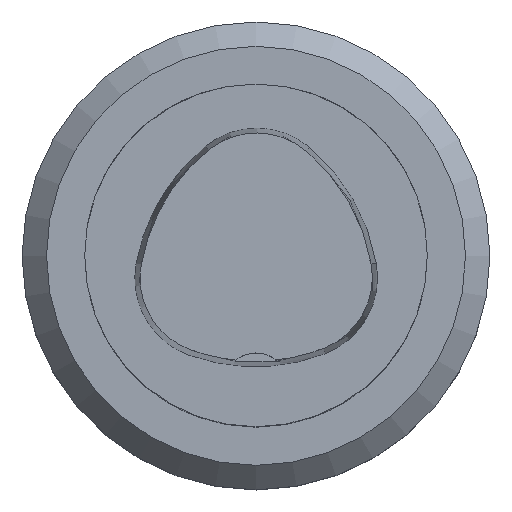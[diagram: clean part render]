
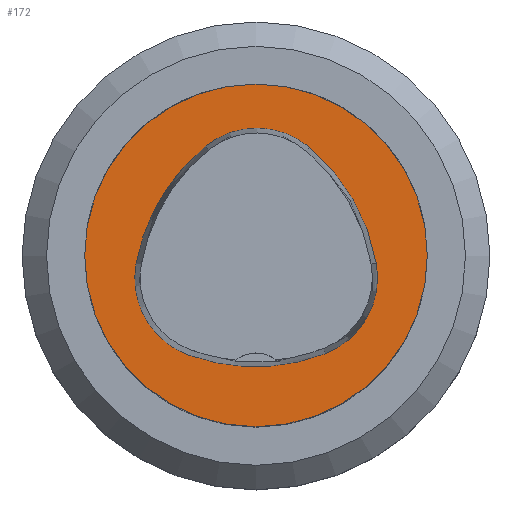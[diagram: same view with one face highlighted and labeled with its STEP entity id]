
A CAD part, top view. The second image highlights one B-rep face of the part: STEP entity #172.
In plain terms, the highlighted planar face has unit normal (0, 0, 1).
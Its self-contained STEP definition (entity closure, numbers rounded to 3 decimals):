
#65=PLANE('',#717);
#172=ADVANCED_FACE('',(#237,#238),#65,.T.);
#237=FACE_BOUND('',#292,.T.);
#238=FACE_BOUND('',#293,.T.);
#292=EDGE_LOOP('',(#403,#404,#405,#406,#407,#408));
#293=EDGE_LOOP('',(#409));
#403=ORIENTED_EDGE('',*,*,#565,.T.);
#404=ORIENTED_EDGE('',*,*,#545,.T.);
#405=ORIENTED_EDGE('',*,*,#549,.T.);
#406=ORIENTED_EDGE('',*,*,#552,.T.);
#407=ORIENTED_EDGE('',*,*,#555,.T.);
#408=ORIENTED_EDGE('',*,*,#563,.T.);
#409=ORIENTED_EDGE('',*,*,#522,.F.);
#468=VERTEX_POINT('',#983);
#491=VERTEX_POINT('',#1045);
#492=VERTEX_POINT('',#1046);
#495=VERTEX_POINT('',#1054);
#497=VERTEX_POINT('',#1060);
#499=VERTEX_POINT('',#1066);
#506=VERTEX_POINT('',#1087);
#522=EDGE_CURVE('',#468,#468,#584,.T.);
#545=EDGE_CURVE('',#491,#492,#599,.T.);
#549=EDGE_CURVE('',#492,#495,#601,.T.);
#552=EDGE_CURVE('',#495,#497,#603,.T.);
#555=EDGE_CURVE('',#497,#499,#605,.T.);
#563=EDGE_CURVE('',#499,#506,#609,.T.);
#565=EDGE_CURVE('',#506,#491,#611,.T.);
#584=CIRCLE('',#660,31.5);
#599=CIRCLE('',#695,36.);
#601=CIRCLE('',#698,15.);
#603=CIRCLE('',#701,36.);
#605=CIRCLE('',#704,15.);
#609=CIRCLE('',#709,36.);
#611=CIRCLE('',#712,15.);
#660=AXIS2_PLACEMENT_3D('',#982,#770,#771);
#695=AXIS2_PLACEMENT_3D('',#1044,#844,#845);
#698=AXIS2_PLACEMENT_3D('',#1053,#852,#853);
#701=AXIS2_PLACEMENT_3D('',#1059,#859,#860);
#704=AXIS2_PLACEMENT_3D('',#1065,#866,#867);
#709=AXIS2_PLACEMENT_3D('',#1088,#878,#879);
#712=AXIS2_PLACEMENT_3D('',#1091,#884,#885);
#717=AXIS2_PLACEMENT_3D('',#1096,#894,#895);
#770=DIRECTION('',(0.,0.,-1.));
#771=DIRECTION('',(-1.,0.,0.));
#844=DIRECTION('',(0.,0.,-1.));
#845=DIRECTION('',(-1.,0.,0.));
#852=DIRECTION('',(0.,0.,-1.));
#853=DIRECTION('',(-1.,0.,0.));
#859=DIRECTION('',(0.,0.,-1.));
#860=DIRECTION('',(-1.,0.,0.));
#866=DIRECTION('',(0.,0.,-1.));
#867=DIRECTION('',(-1.,0.,0.));
#878=DIRECTION('',(0.,0.,-1.));
#879=DIRECTION('',(-1.,0.,0.));
#884=DIRECTION('',(0.,0.,-1.));
#885=DIRECTION('',(-1.,0.,0.));
#894=DIRECTION('',(0.,0.,1.));
#895=DIRECTION('',(-1.,0.,0.));
#982=CARTESIAN_POINT('',(0.,0.,0.));
#983=CARTESIAN_POINT('',(-31.5,0.,0.));
#1044=CARTESIAN_POINT('',(13.398,-7.893,0.));
#1045=CARTESIAN_POINT('',(-22.041,-1.562,0.));
#1046=CARTESIAN_POINT('',(-9.317,20.036,0.));
#1053=CARTESIAN_POINT('',(0.148,8.399,0.));
#1054=CARTESIAN_POINT('',(9.779,19.898,0.));
#1059=CARTESIAN_POINT('',(-13.337,-7.7,0.));
#1060=CARTESIAN_POINT('',(22.122,-1.48,0.));
#1065=CARTESIAN_POINT('',(7.347,-4.071,0.));
#1066=CARTESIAN_POINT('',(12.693,-18.087,0.));
#1087=CARTESIAN_POINT('',(-12.373,-18.307,0.));
#1088=CARTESIAN_POINT('',(-0.137,15.55,0.));
#1091=CARTESIAN_POINT('',(-7.275,-4.2,0.));
#1096=CARTESIAN_POINT('',(0.,0.,0.));
